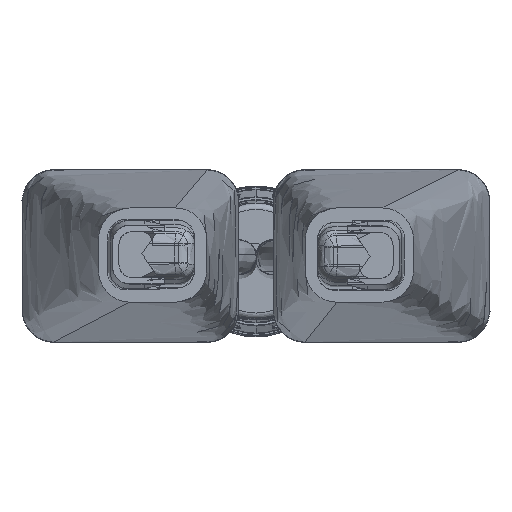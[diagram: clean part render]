
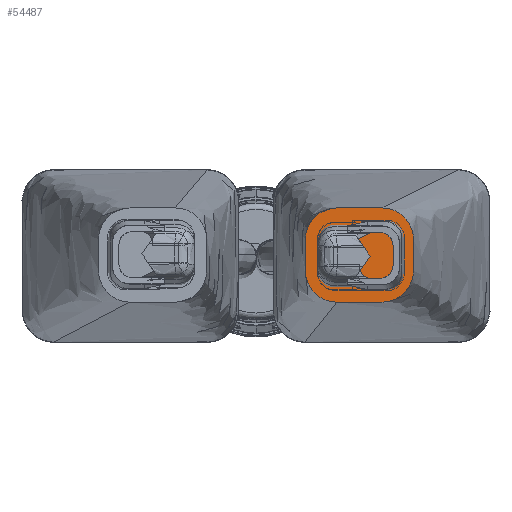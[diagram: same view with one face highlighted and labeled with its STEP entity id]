
A CAD part, top view. The second image highlights one B-rep face of the part: STEP entity #54487.
In plain terms, the highlighted face is planar.
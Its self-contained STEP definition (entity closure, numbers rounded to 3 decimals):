
#784 = VERTEX_POINT ( 'NONE', #13772 ) ;
#1418 = LINE ( 'NONE', #41878, #47911 ) ;
#4015 = CARTESIAN_POINT ( 'NONE',  ( -1., 54., -4.853 ) ) ;
#4953 = CARTESIAN_POINT ( 'NONE',  ( 1., 54., -4.853 ) ) ;
#5345 = CARTESIAN_POINT ( 'NONE',  ( 1., 54., -2.853 ) ) ;
#6288 = DIRECTION ( 'NONE',  ( 0., 0., -1. ) ) ;
#6867 = ORIENTED_EDGE ( 'NONE', *, *, #13431, .T. ) ;
#8722 = DIRECTION ( 'NONE',  ( 0., 0., 1. ) ) ;
#9577 = ORIENTED_EDGE ( 'NONE', *, *, #26844, .T. ) ;
#9710 = AXIS2_PLACEMENT_3D ( 'NONE', #5345, #9839, #19627 ) ;
#9839 = DIRECTION ( 'NONE',  ( 0., 1., 0. ) ) ;
#10846 = VERTEX_POINT ( 'NONE', #4953 ) ;
#13431 = EDGE_CURVE ( 'NONE', #51170, #16695, #16111, .T. ) ;
#13690 = CIRCLE ( 'NONE', #30876, 2. ) ;
#13772 = CARTESIAN_POINT ( 'NONE',  ( -1., 54., -4.853 ) ) ;
#15462 = ORIENTED_EDGE ( 'NONE', *, *, #17036, .T. ) ;
#15654 = DIRECTION ( 'NONE',  ( 0., 1., 0. ) ) ;
#15778 = AXIS2_PLACEMENT_3D ( 'NONE', #20776, #29492, #19946 ) ;
#16111 = CIRCLE ( 'NONE', #45043, 2. ) ;
#16695 = VERTEX_POINT ( 'NONE', #56444 ) ;
#16805 = CARTESIAN_POINT ( 'NONE',  ( 3., 54., -2.853 ) ) ;
#17036 = EDGE_CURVE ( 'NONE', #31168, #51170, #1418, .T. ) ;
#17250 = DIRECTION ( 'NONE',  ( 0., 0., -1. ) ) ;
#17347 = EDGE_CURVE ( 'NONE', #10846, #784, #44804, .T. ) ;
#17691 = DIRECTION ( 'NONE',  ( 0., 1., 0. ) ) ;
#19627 = DIRECTION ( 'NONE',  ( 0., 0., 1. ) ) ;
#19946 = DIRECTION ( 'NONE',  ( 0., 0., 1. ) ) ;
#20642 = CIRCLE ( 'NONE', #15778, 2. ) ;
#20776 = CARTESIAN_POINT ( 'NONE',  ( 1., 54., 0.025 ) ) ;
#21218 = CARTESIAN_POINT ( 'NONE',  ( 3., 54., 0.025 ) ) ;
#21516 = CARTESIAN_POINT ( 'NONE',  ( 3., 54., -2.853 ) ) ;
#23196 = DIRECTION ( 'NONE',  ( 0., 0., 1. ) ) ;
#23328 = CARTESIAN_POINT ( 'NONE',  ( 1., 54., 2.025 ) ) ;
#23585 = VECTOR ( 'NONE', #47851, 1000. ) ;
#24221 = VERTEX_POINT ( 'NONE', #23328 ) ;
#24288 = CARTESIAN_POINT ( 'NONE',  ( -1., 54., 0.025 ) ) ;
#26844 = EDGE_CURVE ( 'NONE', #54423, #10846, #59323, .T. ) ;
#29492 = DIRECTION ( 'NONE',  ( 0., 1., 0. ) ) ;
#30876 = AXIS2_PLACEMENT_3D ( 'NONE', #35415, #15654, #6288 ) ;
#31168 = VERTEX_POINT ( 'NONE', #38264 ) ;
#31253 = VECTOR ( 'NONE', #63010, 1000. ) ;
#32321 = CARTESIAN_POINT ( 'NONE',  ( -1., 54., 0.025 ) ) ;
#33116 = ORIENTED_EDGE ( 'NONE', *, *, #17347, .T. ) ;
#33839 = LINE ( 'NONE', #21516, #58230 ) ;
#35415 = CARTESIAN_POINT ( 'NONE',  ( -1., 54., -2.853 ) ) ;
#38264 = CARTESIAN_POINT ( 'NONE',  ( -3., 54., -2.853 ) ) ;
#40519 = VERTEX_POINT ( 'NONE', #21218 ) ;
#41725 = EDGE_CURVE ( 'NONE', #24221, #40519, #20642, .T. ) ;
#41878 = CARTESIAN_POINT ( 'NONE',  ( -3., 54., -2.853 ) ) ;
#42292 = EDGE_CURVE ( 'NONE', #16695, #24221, #50307, .T. ) ;
#42522 = PLANE ( 'NONE',  #51967 ) ;
#43571 = EDGE_CURVE ( 'NONE', #784, #31168, #13690, .T. ) ;
#44804 = LINE ( 'NONE', #4015, #23585 ) ;
#45043 = AXIS2_PLACEMENT_3D ( 'NONE', #24288, #17691, #62783 ) ;
#46656 = ORIENTED_EDGE ( 'NONE', *, *, #42292, .T. ) ;
#47851 = DIRECTION ( 'NONE',  ( -1., 0., 0. ) ) ;
#47911 = VECTOR ( 'NONE', #23196, 1000. ) ;
#48605 = FACE_OUTER_BOUND ( 'NONE', #52729, .T. ) ;
#50307 = LINE ( 'NONE', #53426, #31253 ) ;
#51170 = VERTEX_POINT ( 'NONE', #51633 ) ;
#51633 = CARTESIAN_POINT ( 'NONE',  ( -3., 54., 0.025 ) ) ;
#51967 = AXIS2_PLACEMENT_3D ( 'NONE', #32321, #61695, #8722 ) ;
#52729 = EDGE_LOOP ( 'NONE', ( #6867, #46656, #55648, #55030, #9577, #33116, #55715, #15462 ) ) ;
#53426 = CARTESIAN_POINT ( 'NONE',  ( -1., 54., 2.025 ) ) ;
#54423 = VERTEX_POINT ( 'NONE', #16805 ) ;
#54487 = ADVANCED_FACE ( 'NONE', ( #48605 ), #42522, .T. ) ;
#55030 = ORIENTED_EDGE ( 'NONE', *, *, #61981, .T. ) ;
#55648 = ORIENTED_EDGE ( 'NONE', *, *, #41725, .T. ) ;
#55715 = ORIENTED_EDGE ( 'NONE', *, *, #43571, .T. ) ;
#56444 = CARTESIAN_POINT ( 'NONE',  ( -1., 54., 2.025 ) ) ;
#58230 = VECTOR ( 'NONE', #17250, 1000. ) ;
#59323 = CIRCLE ( 'NONE', #9710, 2. ) ;
#61695 = DIRECTION ( 'NONE',  ( 0., 1., 0. ) ) ;
#61981 = EDGE_CURVE ( 'NONE', #40519, #54423, #33839, .T. ) ;
#62783 = DIRECTION ( 'NONE',  ( 0., 0., 1. ) ) ;
#63010 = DIRECTION ( 'NONE',  ( 1., 0., 0. ) ) ;
